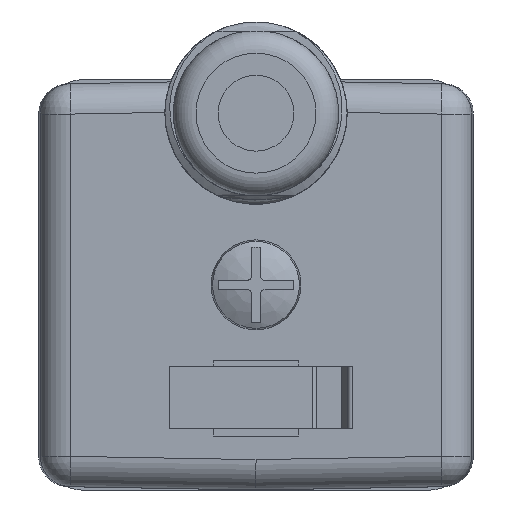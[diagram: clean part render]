
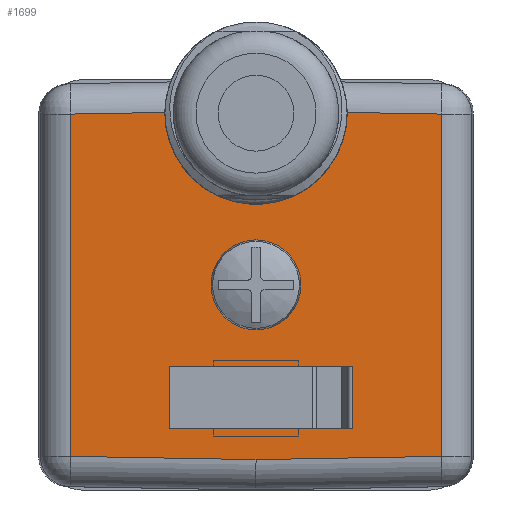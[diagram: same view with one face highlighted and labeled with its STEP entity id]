
A CAD part, left-side view. The second image highlights one B-rep face of the part: STEP entity #1699.
In plain terms, the highlighted planar face has unit normal (-1, 0, 0).
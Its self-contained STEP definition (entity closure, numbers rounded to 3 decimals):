
#263=LINE('',#9903,#762);
#266=LINE('',#9910,#765);
#268=LINE('',#9920,#767);
#272=LINE('',#9932,#771);
#274=LINE('',#9942,#773);
#278=LINE('',#9963,#777);
#403=LINE('',#10460,#902);
#404=LINE('',#10463,#903);
#405=LINE('',#10465,#904);
#406=LINE('',#10467,#905);
#762=VECTOR('',#6677,1.);
#765=VECTOR('',#6684,1.);
#767=VECTOR('',#6696,1.);
#771=VECTOR('',#6708,1.);
#773=VECTOR('',#6720,1.);
#777=VECTOR('',#6736,1.);
#902=VECTOR('',#7141,1.);
#903=VECTOR('',#7142,1.);
#904=VECTOR('',#7143,1.);
#905=VECTOR('',#7144,1.);
#1494=FACE_BOUND('',#2507,.T.);
#1495=FACE_BOUND('',#2508,.T.);
#1496=FACE_BOUND('',#2509,.T.);
#1699=ADVANCED_FACE('',(#1494,#1495,#1496),#1939,.T.);
#1939=PLANE('',#6141);
#2507=EDGE_LOOP('',(#3652));
#2508=EDGE_LOOP('',(#3653,#3654,#3655,#3656,#3657,#3658,#3659));
#2509=EDGE_LOOP('',(#3660,#3661,#3662,#3663));
#3652=ORIENTED_EDGE('',*,*,#5487,.T.);
#3653=ORIENTED_EDGE('',*,*,#5488,.F.);
#3654=ORIENTED_EDGE('',*,*,#5287,.T.);
#3655=ORIENTED_EDGE('',*,*,#5279,.T.);
#3656=ORIENTED_EDGE('',*,*,#5274,.T.);
#3657=ORIENTED_EDGE('',*,*,#5268,.T.);
#3658=ORIENTED_EDGE('',*,*,#5263,.T.);
#3659=ORIENTED_EDGE('',*,*,#5259,.T.);
#3660=ORIENTED_EDGE('',*,*,#5489,.F.);
#3661=ORIENTED_EDGE('',*,*,#5490,.F.);
#3662=ORIENTED_EDGE('',*,*,#5491,.F.);
#3663=ORIENTED_EDGE('',*,*,#5492,.F.);
#4630=VERTEX_POINT('',#9892);
#4631=VERTEX_POINT('',#9901);
#4633=VERTEX_POINT('',#9907);
#4636=VERTEX_POINT('',#9917);
#4640=VERTEX_POINT('',#9929);
#4643=VERTEX_POINT('',#9939);
#4649=VERTEX_POINT('',#9961);
#4774=VERTEX_POINT('',#10458);
#4775=VERTEX_POINT('',#10461);
#4776=VERTEX_POINT('',#10462);
#4777=VERTEX_POINT('',#10464);
#4778=VERTEX_POINT('',#10466);
#5259=EDGE_CURVE('',#4630,#4631,#263,.T.);
#5263=EDGE_CURVE('',#4633,#4630,#266,.T.);
#5268=EDGE_CURVE('',#4636,#4633,#268,.T.);
#5274=EDGE_CURVE('',#4640,#4636,#272,.T.);
#5279=EDGE_CURVE('',#4643,#4640,#274,.T.);
#5287=EDGE_CURVE('',#4649,#4643,#278,.T.);
#5487=EDGE_CURVE('',#4774,#4774,#5831,.T.);
#5488=EDGE_CURVE('',#4649,#4631,#5832,.T.);
#5489=EDGE_CURVE('',#4775,#4776,#403,.T.);
#5490=EDGE_CURVE('',#4777,#4775,#404,.T.);
#5491=EDGE_CURVE('',#4778,#4777,#405,.T.);
#5492=EDGE_CURVE('',#4776,#4778,#406,.T.);
#5831=CIRCLE('',#6139,2.961);
#5832=CIRCLE('',#6140,6.);
#6139=AXIS2_PLACEMENT_3D('',#10457,#7137,#7138);
#6140=AXIS2_PLACEMENT_3D('',#10459,#7139,#7140);
#6141=AXIS2_PLACEMENT_3D('',#10468,#7145,#7146);
#6677=DIRECTION('',(0.,1.,0.017));
#6684=DIRECTION('',(0.,0.,1.));
#6696=DIRECTION('',(0.,-1.,0.017));
#6708=DIRECTION('',(0.,-1.,-0.017));
#6720=DIRECTION('',(0.,0.,-1.));
#6736=DIRECTION('',(0.,1.,-0.017));
#7137=DIRECTION('',(1.,0.,0.));
#7138=DIRECTION('',(0.,0.,1.));
#7139=DIRECTION('',(-1.,0.,0.));
#7140=DIRECTION('',(0.,0.,-1.));
#7141=DIRECTION('',(0.,0.,1.));
#7142=DIRECTION('',(0.,-1.,0.));
#7143=DIRECTION('',(0.,0.,-1.));
#7144=DIRECTION('',(0.,1.,0.));
#7145=DIRECTION('',(-1.,0.,0.));
#7146=DIRECTION('',(0.,0.,1.));
#9892=CARTESIAN_POINT('',(1.,-5.488,21.24));
#9901=CARTESIAN_POINT('',(1.,0.7,21.348));
#9903=CARTESIAN_POINT('',(1.,1.098,21.355));
#9907=CARTESIAN_POINT('',(1.,-5.488,-1.287));
#9910=CARTESIAN_POINT('',(1.,-5.488,23.25));
#9917=CARTESIAN_POINT('',(1.,6.7,-1.499));
#9920=CARTESIAN_POINT('',(1.,-8.177,-1.24));
#9929=CARTESIAN_POINT('',(1.,18.888,-1.287));
#9932=CARTESIAN_POINT('',(1.,-7.314,-1.744));
#9939=CARTESIAN_POINT('',(1.,18.888,21.24));
#9942=CARTESIAN_POINT('',(1.,18.888,-3.253));
#9961=CARTESIAN_POINT('',(1.,12.7,21.348));
#9963=CARTESIAN_POINT('',(1.,-7.777,21.705));
#10457=CARTESIAN_POINT('',(1.,6.7,10.));
#10458=CARTESIAN_POINT('',(1.,6.7,12.961));
#10459=CARTESIAN_POINT('',(1.,6.7,21.3));
#10460=CARTESIAN_POINT('',(1.,0.38,23.25));
#10461=CARTESIAN_POINT('',(1.,0.38,0.55));
#10462=CARTESIAN_POINT('',(1.,0.38,4.65));
#10463=CARTESIAN_POINT('',(1.,-7.75,0.55));
#10464=CARTESIAN_POINT('',(1.,12.4,0.55));
#10465=CARTESIAN_POINT('',(1.,12.4,23.25));
#10466=CARTESIAN_POINT('',(1.,12.4,4.65));
#10467=CARTESIAN_POINT('',(1.,-7.75,4.65));
#10468=CARTESIAN_POINT('',(1.,-7.75,23.25));
